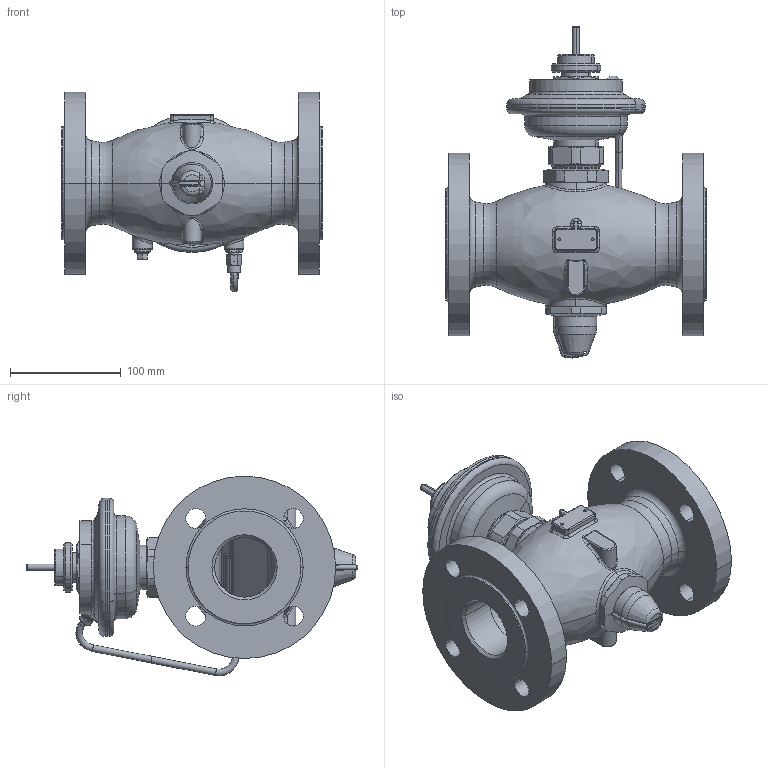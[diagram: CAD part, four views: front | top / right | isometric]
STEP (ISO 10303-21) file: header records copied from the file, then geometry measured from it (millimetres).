
FILE_DESCRIPTION((''),'2;1');
FILE_NAME('003H6769_ASM','2015-01-09T',('u258099'),('Danfoss'),'PRO/ENGINEER BY PARAMETRIC TECHNOLOGY CORPORATION, 2014000','PRO/ENGINEER BY PARAMETRIC TECHNOLOGY CORPORATION, 2014000','');
FILE_SCHEMA(('CONFIG_CONTROL_DESIGN'));
Length unit declared in the file: millimetre
Products named in the file (26): PRT0001; ASM0003_ASM; PRT0002; PRT0003; PRT0004; PRT0006; PRT0007; PRT0008; ASM0004_ASM; PRT0009; PRT0010; PRT0011; PRT0012; PRT0013; PRT0014; PRT0015; PRT0016; PRT0017; ASM0005_ASM; PRT0018; PRT0019; ASM0002_ASM; 8882045_1; ASM0001_ASM; 8883810; 003H6769_ASM
Assembly tree (27 placements, depth 5):
  003H6769_ASM
    ASM0001_ASM
      ASM0002_ASM
        ASM0003_ASM
          PRT0001
        ASM0004_ASM
          PRT0002
          PRT0003
          PRT0004
          PRT0006
          PRT0007
          PRT0008
        PRT0009
        PRT0010
        PRT0011  x2
        PRT0012
        PRT0013
        PRT0014
        PRT0015  x2
        PRT0016
        ASM0005_ASM
          PRT0017
        PRT0018
        PRT0019
      8882045_1
    8883810
Bounding box: 236 x 300.38 x 180.68 mm (x, y, z)
Volume: 1638494.3 mm3; surface area: 395238.3 mm2
Topology: 21 solids, 28 shells, 1392 faces, 3402 edges, 2126 vertices
Faces by surface type: plane 417, cylinder 377, cone 256, torus 193, bspline 139, sphere 10
Entity records: 51426 total; most frequent: CARTESIAN_POINT 19067, DIRECTION 6758, ORIENTED_EDGE 6720, EDGE_CURVE 3373, AXIS2_PLACEMENT_3D 2873, VERTEX_POINT 2111, CIRCLE 1550, EDGE_LOOP 1519
